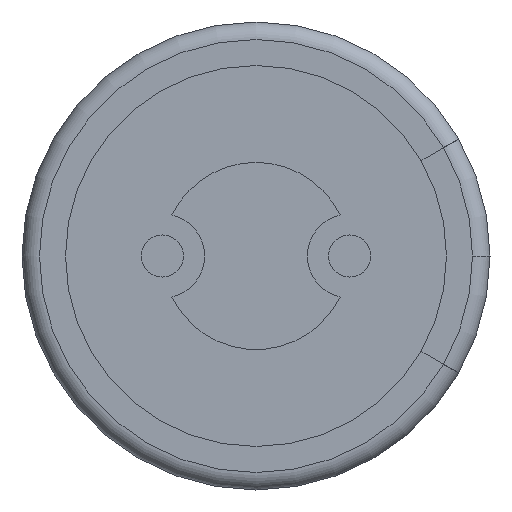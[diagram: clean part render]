
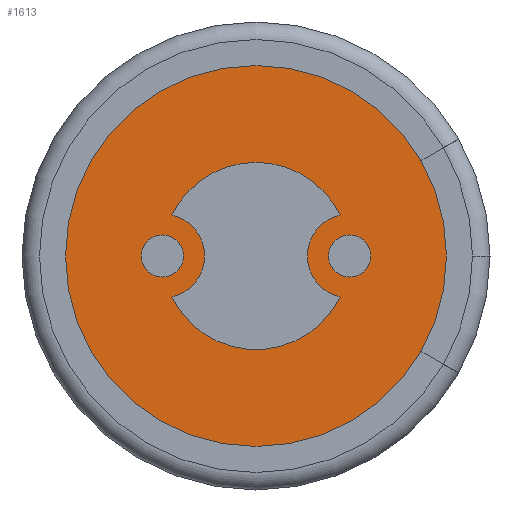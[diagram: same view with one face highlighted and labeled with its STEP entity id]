
A CAD part, front view. The second image highlights one B-rep face of the part: STEP entity #1613.
In plain terms, the highlighted planar face has unit normal (0, -1, 0).
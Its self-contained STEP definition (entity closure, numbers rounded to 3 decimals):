
#43 = DIRECTION ( 'NONE',  ( 0., -1., 0. ) ) ;
#161 = CARTESIAN_POINT ( 'NONE',  ( -1., 0.95, 0. ) ) ;
#211 = EDGE_CURVE ( 'NONE', #1310, #669, #1977, .T. ) ;
#215 = CARTESIAN_POINT ( 'NONE',  ( 0., 0.95, 0. ) ) ;
#257 = EDGE_CURVE ( 'NONE', #2055, #822, #443, .T. ) ;
#337 = CARTESIAN_POINT ( 'NONE',  ( 0., 0.95, 0. ) ) ;
#419 = CARTESIAN_POINT ( 'NONE',  ( -0.899, 0.95, -0.438 ) ) ;
#423 = DIRECTION ( 'NONE',  ( -1., 0., 0. ) ) ;
#432 = AXIS2_PLACEMENT_3D ( 'NONE', #337, #1639, #1066 ) ;
#443 = CIRCLE ( 'NONE', #928, 2.035 ) ;
#479 = AXIS2_PLACEMENT_3D ( 'NONE', #2181, #573, #1854 ) ;
#486 = EDGE_CURVE ( 'NONE', #1988, #650, #1296, .T. ) ;
#514 = DIRECTION ( 'NONE',  ( 0., -1., 0. ) ) ;
#544 = CARTESIAN_POINT ( 'NONE',  ( -0.899, 0.95, 0.438 ) ) ;
#559 = CARTESIAN_POINT ( 'NONE',  ( 0.899, 0.95, -0.438 ) ) ;
#573 = DIRECTION ( 'NONE',  ( 0., 1., 0. ) ) ;
#642 = ORIENTED_EDGE ( 'NONE', *, *, #1055, .T. ) ;
#646 = CARTESIAN_POINT ( 'NONE',  ( 0., 0.95, 0. ) ) ;
#650 = VERTEX_POINT ( 'NONE', #559 ) ;
#655 = DIRECTION ( 'NONE',  ( 1., 0., 0. ) ) ;
#662 = CARTESIAN_POINT ( 'NONE',  ( 1.762, 0.95, -1.017 ) ) ;
#669 = VERTEX_POINT ( 'NONE', #1127 ) ;
#679 = AXIS2_PLACEMENT_3D ( 'NONE', #2189, #43, #423 ) ;
#765 = ORIENTED_EDGE ( 'NONE', *, *, #211, .F. ) ;
#783 = DIRECTION ( 'NONE',  ( 1., 0., 0. ) ) ;
#789 = FACE_BOUND ( 'NONE', #2218, .T. ) ;
#822 = VERTEX_POINT ( 'NONE', #662 ) ;
#863 = DIRECTION ( 'NONE',  ( 0., -1., 0. ) ) ;
#878 = DIRECTION ( 'NONE',  ( 1., 0., 0. ) ) ;
#921 = ORIENTED_EDGE ( 'NONE', *, *, #2267, .T. ) ;
#928 = AXIS2_PLACEMENT_3D ( 'NONE', #215, #1497, #783 ) ;
#940 = PLANE ( 'NONE',  #479 ) ;
#960 = ORIENTED_EDGE ( 'NONE', *, *, #486, .F. ) ;
#994 = CIRCLE ( 'NONE', #2084, 0.45 ) ;
#997 = CARTESIAN_POINT ( 'NONE',  ( 0.899, 0.95, 0.438 ) ) ;
#1037 = EDGE_CURVE ( 'NONE', #1130, #1988, #1324, .T. ) ;
#1055 = EDGE_CURVE ( 'NONE', #1377, #2055, #2151, .T. ) ;
#1066 = DIRECTION ( 'NONE',  ( -1., 0., 0. ) ) ;
#1117 = AXIS2_PLACEMENT_3D ( 'NONE', #161, #2322, #1961 ) ;
#1127 = CARTESIAN_POINT ( 'NONE',  ( 0., 0.95, 1. ) ) ;
#1130 = VERTEX_POINT ( 'NONE', #544 ) ;
#1136 = EDGE_LOOP ( 'NONE', ( #1458, #1634, #642 ) ) ;
#1171 = CIRCLE ( 'NONE', #1575, 1. ) ;
#1185 = AXIS2_PLACEMENT_3D ( 'NONE', #646, #1394, #655 ) ;
#1242 = DIRECTION ( 'NONE',  ( -1., 0., 0. ) ) ;
#1266 = FACE_OUTER_BOUND ( 'NONE', #1136, .T. ) ;
#1296 = CIRCLE ( 'NONE', #432, 1. ) ;
#1310 = VERTEX_POINT ( 'NONE', #997 ) ;
#1324 = CIRCLE ( 'NONE', #1117, 0.45 ) ;
#1342 = DIRECTION ( 'NONE',  ( -1., 0., 0. ) ) ;
#1368 = EDGE_CURVE ( 'NONE', #822, #1377, #2127, .T. ) ;
#1377 = VERTEX_POINT ( 'NONE', #1922 ) ;
#1394 = DIRECTION ( 'NONE',  ( 0., -1., 0. ) ) ;
#1458 = ORIENTED_EDGE ( 'NONE', *, *, #257, .T. ) ;
#1497 = DIRECTION ( 'NONE',  ( 0., -1., 0. ) ) ;
#1535 = CARTESIAN_POINT ( 'NONE',  ( 0., 0.95, 0. ) ) ;
#1543 = CARTESIAN_POINT ( 'NONE',  ( 1.762, 0.95, 1.017 ) ) ;
#1575 = AXIS2_PLACEMENT_3D ( 'NONE', #1535, #1878, #1342 ) ;
#1587 = AXIS2_PLACEMENT_3D ( 'NONE', #2312, #514, #878 ) ;
#1613 = ADVANCED_FACE ( 'NONE', ( #789, #1266 ), #940, .F. ) ;
#1634 = ORIENTED_EDGE ( 'NONE', *, *, #1368, .T. ) ;
#1639 = DIRECTION ( 'NONE',  ( 0., -1., 0. ) ) ;
#1842 = ORIENTED_EDGE ( 'NONE', *, *, #2067, .F. ) ;
#1854 = DIRECTION ( 'NONE',  ( -1., 0., 0. ) ) ;
#1878 = DIRECTION ( 'NONE',  ( 0., -1., 0. ) ) ;
#1922 = CARTESIAN_POINT ( 'NONE',  ( 2.035, 0.95, 0. ) ) ;
#1961 = DIRECTION ( 'NONE',  ( -1., 0., 0. ) ) ;
#1977 = CIRCLE ( 'NONE', #679, 1. ) ;
#1988 = VERTEX_POINT ( 'NONE', #419 ) ;
#2055 = VERTEX_POINT ( 'NONE', #1543 ) ;
#2067 = EDGE_CURVE ( 'NONE', #669, #1130, #1171, .T. ) ;
#2084 = AXIS2_PLACEMENT_3D ( 'NONE', #2304, #863, #1242 ) ;
#2105 = ORIENTED_EDGE ( 'NONE', *, *, #1037, .F. ) ;
#2127 = CIRCLE ( 'NONE', #1185, 2.035 ) ;
#2151 = CIRCLE ( 'NONE', #1587, 2.035 ) ;
#2181 = CARTESIAN_POINT ( 'NONE',  ( 0., 0.95, 0. ) ) ;
#2189 = CARTESIAN_POINT ( 'NONE',  ( 0., 0.95, 0. ) ) ;
#2218 = EDGE_LOOP ( 'NONE', ( #2105, #1842, #765, #921, #960 ) ) ;
#2267 = EDGE_CURVE ( 'NONE', #1310, #650, #994, .T. ) ;
#2304 = CARTESIAN_POINT ( 'NONE',  ( 1., 0.95, 0. ) ) ;
#2312 = CARTESIAN_POINT ( 'NONE',  ( 0., 0.95, 0. ) ) ;
#2322 = DIRECTION ( 'NONE',  ( 0., 1., 0. ) ) ;
